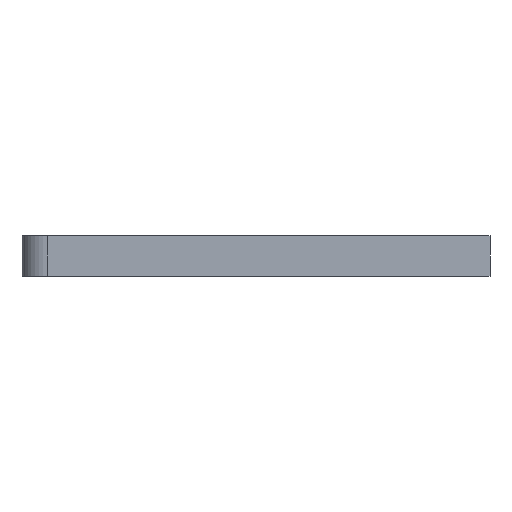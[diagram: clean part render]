
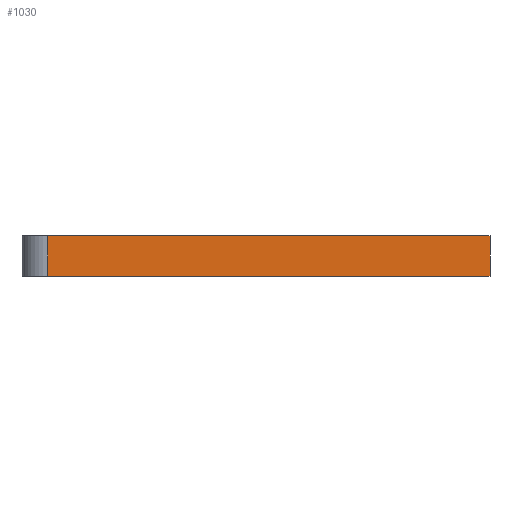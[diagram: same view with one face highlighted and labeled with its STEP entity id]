
A CAD part, front view. The second image highlights one B-rep face of the part: STEP entity #1030.
In plain terms, the highlighted planar face has unit normal (0, -1, 0).
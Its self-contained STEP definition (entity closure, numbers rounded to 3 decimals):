
#17 = EDGE_CURVE ( 'NONE', #69, #104, #776, .T. ) ;
#69 = VERTEX_POINT ( 'NONE', #72 ) ;
#72 = CARTESIAN_POINT ( 'NONE',  ( -35., -9.9, 0. ) ) ;
#104 = VERTEX_POINT ( 'NONE', #1198 ) ;
#126 = VERTEX_POINT ( 'NONE', #426 ) ;
#131 = CARTESIAN_POINT ( 'NONE',  ( 7.079, -9.9, 4.8 ) ) ;
#158 = EDGE_LOOP ( 'NONE', ( #1206, #324, #475, #263 ) ) ;
#162 = VECTOR ( 'NONE', #879, 1000. ) ;
#214 = VECTOR ( 'NONE', #478, 1000. ) ;
#244 = DIRECTION ( 'NONE',  ( 0., 0., -1. ) ) ;
#248 = EDGE_CURVE ( 'NONE', #554, #126, #522, .T. ) ;
#263 = ORIENTED_EDGE ( 'NONE', *, *, #248, .T. ) ;
#324 = ORIENTED_EDGE ( 'NONE', *, *, #17, .F. ) ;
#426 = CARTESIAN_POINT ( 'NONE',  ( 17., -9.9, 4.8 ) ) ;
#475 = ORIENTED_EDGE ( 'NONE', *, *, #1108, .T. ) ;
#478 = DIRECTION ( 'NONE',  ( 0., 0., 1. ) ) ;
#522 = LINE ( 'NONE', #917, #214 ) ;
#533 = CARTESIAN_POINT ( 'NONE',  ( -35., -9.9, 4.8 ) ) ;
#554 = VERTEX_POINT ( 'NONE', #1204 ) ;
#559 = CARTESIAN_POINT ( 'NONE',  ( 17., -9.9, 0. ) ) ;
#615 = AXIS2_PLACEMENT_3D ( 'NONE', #833, #1397, #244 ) ;
#619 = LINE ( 'NONE', #559, #954 ) ;
#681 = PLANE ( 'NONE',  #615 ) ;
#776 = LINE ( 'NONE', #533, #162 ) ;
#833 = CARTESIAN_POINT ( 'NONE',  ( 17., -9.9, 4.8 ) ) ;
#879 = DIRECTION ( 'NONE',  ( 0., 0., 1. ) ) ;
#908 = VECTOR ( 'NONE', #1270, 1000. ) ;
#917 = CARTESIAN_POINT ( 'NONE',  ( 17., -9.9, 4.8 ) ) ;
#954 = VECTOR ( 'NONE', #1464, 1000. ) ;
#1030 = ADVANCED_FACE ( 'NONE', ( #1120 ), #681, .T. ) ;
#1034 = EDGE_CURVE ( 'NONE', #126, #104, #1093, .T. ) ;
#1093 = LINE ( 'NONE', #131, #908 ) ;
#1108 = EDGE_CURVE ( 'NONE', #69, #554, #619, .T. ) ;
#1120 = FACE_OUTER_BOUND ( 'NONE', #158, .T. ) ;
#1198 = CARTESIAN_POINT ( 'NONE',  ( -35., -9.9, 4.8 ) ) ;
#1204 = CARTESIAN_POINT ( 'NONE',  ( 17., -9.9, 0. ) ) ;
#1206 = ORIENTED_EDGE ( 'NONE', *, *, #1034, .T. ) ;
#1270 = DIRECTION ( 'NONE',  ( -1., 0., 0. ) ) ;
#1397 = DIRECTION ( 'NONE',  ( 0., -1., 0. ) ) ;
#1464 = DIRECTION ( 'NONE',  ( 1., 0., 0. ) ) ;
